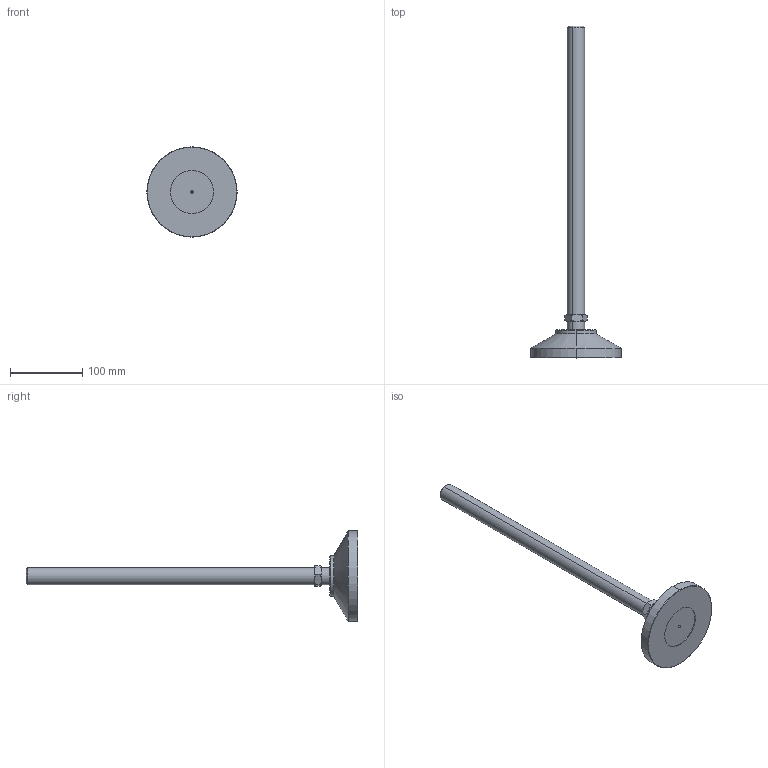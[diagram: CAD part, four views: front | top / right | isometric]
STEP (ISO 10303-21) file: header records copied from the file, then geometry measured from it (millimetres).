
FILE_DESCRIPTION (( 'STEP AP203' ), '1' );
FILE_NAME ('WDS-673-205400.step', '2012-04-05T09:30:17', ( 'SysAdmin' ), ( 'SolidWorks' ), 'SwSTEP 2.0', 'SolidWorks 2012', '' );
FILE_SCHEMA (( 'CONFIG_CONTROL_DESIGN' ));
Length unit declared in the file: millimetre
Products named in the file (3): WDS-673-205400_673-pad-1_673-2052; WDS-673-205400; WDS-673-205400_673-stem-1_673-2054001
Assembly tree (2 placements, depth 2):
  WDS-673-205400
    WDS-673-205400_673-pad-1_673-2052
    WDS-673-205400_673-stem-1_673-2054001
Bounding box: 125 x 459.98 x 125 mm (x, y, z)
Volume: 500980.5 mm3; surface area: 68090.8 mm2
Topology: 2 solids, 2 shells, 59 faces, 124 edges, 73 vertices
Faces by surface type: cone 23, cylinder 18, plane 16, sphere 2
Entity records: 1944 total; most frequent: CARTESIAN_POINT 399, DIRECTION 285, ORIENTED_EDGE 240, AXIS2_PLACEMENT_3D 125, EDGE_CURVE 120, VERTEX_POINT 71, EDGE_LOOP 67, CIRCLE 61
